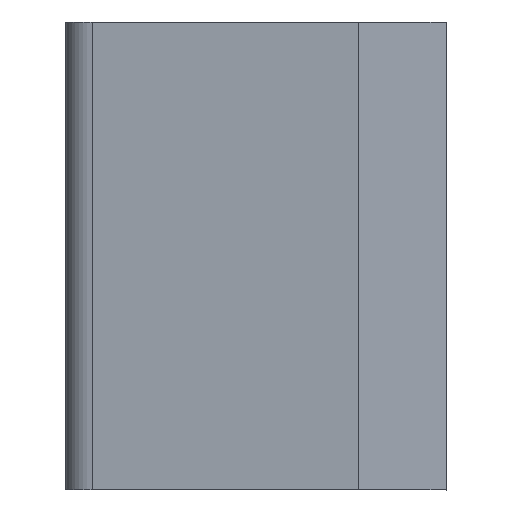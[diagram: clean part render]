
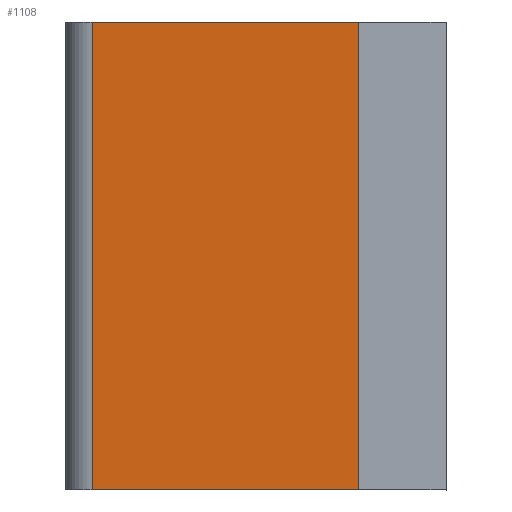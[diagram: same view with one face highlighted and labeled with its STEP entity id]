
A CAD part, left-side view. The second image highlights one B-rep face of the part: STEP entity #1108.
In plain terms, the highlighted planar face has unit normal (-0.995, 0.1, 0).
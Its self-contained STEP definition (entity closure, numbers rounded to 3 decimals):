
#21 = CARTESIAN_POINT ( 'NONE',  ( -0.6, 0.075, 0.4 ) ) ;
#31 = CARTESIAN_POINT ( 'NONE',  ( -0.555, 0.53, -0.4 ) ) ;
#41 = CARTESIAN_POINT ( 'NONE',  ( -0.724, -1.162, -0.4 ) ) ;
#43 = DIRECTION ( 'NONE',  ( -0.1, -0.995, 0. ) ) ;
#44 = VECTOR ( 'NONE', #43, 1000. ) ;
#68 = LINE ( 'NONE', #41, #44 ) ;
#70 = DIRECTION ( 'NONE',  ( 0., 0., -1. ) ) ;
#71 = VECTOR ( 'NONE', #70, 1000. ) ;
#72 = CARTESIAN_POINT ( 'NONE',  ( -0.555, 0.53, 0.4 ) ) ;
#77 = LINE ( 'NONE', #72, #71 ) ;
#101 = DIRECTION ( 'NONE',  ( 0., 0., -1. ) ) ;
#102 = VECTOR ( 'NONE', #101, 1000. ) ;
#103 = CARTESIAN_POINT ( 'NONE',  ( -0.6, 0.075, 0.4 ) ) ;
#104 = LINE ( 'NONE', #103, #102 ) ;
#106 = CARTESIAN_POINT ( 'NONE',  ( -0.6, 0.075, -0.4 ) ) ;
#146 = FACE_OUTER_BOUND ( 'NONE', #1091, .T. ) ;
#165 = DIRECTION ( 'NONE',  ( 0.995, -0.1, 0. ) ) ;
#166 = CARTESIAN_POINT ( 'NONE',  ( -0.724, -1.162, 0.4 ) ) ;
#167 = AXIS2_PLACEMENT_3D ( 'NONE', #166, #165, #206 ) ;
#168 = PLANE ( 'NONE',  #167 ) ;
#201 = CARTESIAN_POINT ( 'NONE',  ( -0.555, 0.53, 0.4 ) ) ;
#202 = DIRECTION ( 'NONE',  ( -0.1, -0.995, 0. ) ) ;
#203 = VECTOR ( 'NONE', #202, 1000. ) ;
#204 = CARTESIAN_POINT ( 'NONE',  ( -0.724, -1.162, 0.4 ) ) ;
#205 = LINE ( 'NONE', #204, #203 ) ;
#206 = DIRECTION ( 'NONE',  ( 0.1, 0.995, 0. ) ) ;
#1064 = VERTEX_POINT ( 'NONE', #21 ) ;
#1065 = VERTEX_POINT ( 'NONE', #31 ) ;
#1091 = EDGE_LOOP ( 'NONE', ( #1109, #1098, #1100, #1093 ) ) ;
#1092 = VERTEX_POINT ( 'NONE', #106 ) ;
#1093 = ORIENTED_EDGE ( 'NONE', *, *, #1094, .F. ) ;
#1094 = EDGE_CURVE ( 'NONE', #1064, #1092, #104, .T. ) ;
#1098 = ORIENTED_EDGE ( 'NONE', *, *, #1099, .T. ) ;
#1099 = EDGE_CURVE ( 'NONE', #1111, #1065, #77, .T. ) ;
#1100 = ORIENTED_EDGE ( 'NONE', *, *, #1101, .T. ) ;
#1101 = EDGE_CURVE ( 'NONE', #1065, #1092, #68, .T. ) ;
#1108 = ADVANCED_FACE ( 'NONE', ( #146 ), #168, .F. ) ;
#1109 = ORIENTED_EDGE ( 'NONE', *, *, #1110, .F. ) ;
#1110 = EDGE_CURVE ( 'NONE', #1111, #1064, #205, .T. ) ;
#1111 = VERTEX_POINT ( 'NONE', #201 ) ;
